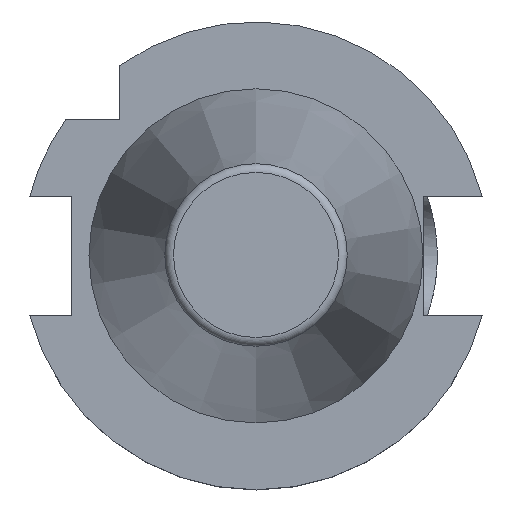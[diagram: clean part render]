
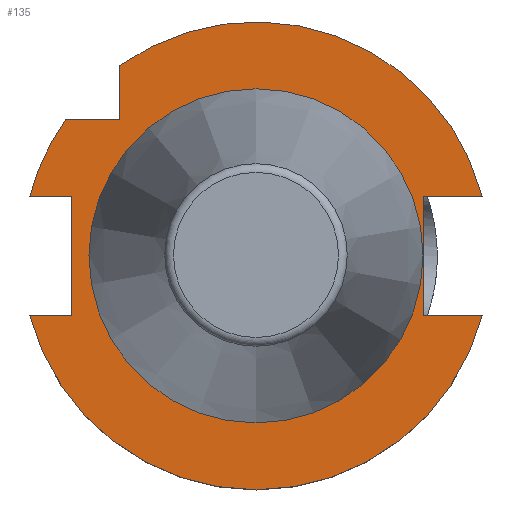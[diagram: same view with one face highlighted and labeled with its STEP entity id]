
A CAD part, top view. The second image highlights one B-rep face of the part: STEP entity #135.
In plain terms, the highlighted planar face has unit normal (0, 0, 1).
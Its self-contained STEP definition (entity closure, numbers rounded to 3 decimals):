
#84=FACE_BOUND('',#255,.T.);
#85=FACE_BOUND('',#256,.T.);
#107=PLANE('',#1030);
#135=ADVANCED_FACE('',(#84,#85),#107,.T.);
#255=EDGE_LOOP('',(#507));
#256=EDGE_LOOP('',(#508,#509,#510,#511,#512,#513,#514,#515,#516,#517,#518));
#318=CIRCLE('',#1025,22.692);
#319=CIRCLE('',#1027,31.775);
#320=CIRCLE('',#1028,31.775);
#321=CIRCLE('',#1029,31.775);
#360=LINE('',#1411,#414);
#368=LINE('',#1471,#422);
#370=LINE('',#1508,#424);
#371=LINE('',#1512,#425);
#372=LINE('',#1514,#426);
#373=LINE('',#1518,#427);
#374=LINE('',#1520,#428);
#375=LINE('',#1522,#429);
#414=VECTOR('',#1123,1.);
#422=VECTOR('',#1133,1.);
#424=VECTOR('',#1181,1.);
#425=VECTOR('',#1184,1.);
#426=VECTOR('',#1185,1.);
#427=VECTOR('',#1188,1.);
#428=VECTOR('',#1189,1.);
#429=VECTOR('',#1190,1.);
#507=ORIENTED_EDGE('',*,*,#844,.F.);
#508=ORIENTED_EDGE('',*,*,#820,.F.);
#509=ORIENTED_EDGE('',*,*,#845,.F.);
#510=ORIENTED_EDGE('',*,*,#846,.T.);
#511=ORIENTED_EDGE('',*,*,#847,.F.);
#512=ORIENTED_EDGE('',*,*,#848,.F.);
#513=ORIENTED_EDGE('',*,*,#849,.T.);
#514=ORIENTED_EDGE('',*,*,#850,.F.);
#515=ORIENTED_EDGE('',*,*,#851,.F.);
#516=ORIENTED_EDGE('',*,*,#852,.F.);
#517=ORIENTED_EDGE('',*,*,#853,.T.);
#518=ORIENTED_EDGE('',*,*,#832,.F.);
#727=VERTEX_POINT('',#1410);
#728=VERTEX_POINT('',#1412);
#739=VERTEX_POINT('',#1472);
#750=VERTEX_POINT('',#1506);
#751=VERTEX_POINT('',#1509);
#752=VERTEX_POINT('',#1511);
#753=VERTEX_POINT('',#1513);
#754=VERTEX_POINT('',#1515);
#755=VERTEX_POINT('',#1517);
#756=VERTEX_POINT('',#1519);
#757=VERTEX_POINT('',#1521);
#758=VERTEX_POINT('',#1523);
#820=EDGE_CURVE('',#727,#728,#360,.T.);
#832=EDGE_CURVE('',#728,#739,#368,.T.);
#844=EDGE_CURVE('',#750,#750,#318,.T.);
#845=EDGE_CURVE('',#751,#727,#370,.T.);
#846=EDGE_CURVE('',#751,#752,#319,.T.);
#847=EDGE_CURVE('',#753,#752,#371,.T.);
#848=EDGE_CURVE('',#754,#753,#372,.T.);
#849=EDGE_CURVE('',#754,#755,#320,.T.);
#850=EDGE_CURVE('',#756,#755,#373,.T.);
#851=EDGE_CURVE('',#757,#756,#374,.T.);
#852=EDGE_CURVE('',#758,#757,#375,.T.);
#853=EDGE_CURVE('',#758,#739,#321,.T.);
#1025=AXIS2_PLACEMENT_3D('',#1505,#1177,#1178);
#1027=AXIS2_PLACEMENT_3D('',#1510,#1182,#1183);
#1028=AXIS2_PLACEMENT_3D('',#1516,#1186,#1187);
#1029=AXIS2_PLACEMENT_3D('',#1524,#1191,#1192);
#1030=AXIS2_PLACEMENT_3D('',#1525,#1193,#1194);
#1123=DIRECTION('',(0.,-1.,0.));
#1133=DIRECTION('',(1.,0.,0.));
#1177=DIRECTION('',(0.,0.,1.));
#1178=DIRECTION('',(1.,0.,0.));
#1181=DIRECTION('',(-1.,0.,0.));
#1182=DIRECTION('',(0.,0.,1.));
#1183=DIRECTION('',(0.,1.,0.));
#1184=DIRECTION('',(0.,1.,0.));
#1185=DIRECTION('',(1.,0.,0.));
#1186=DIRECTION('',(0.,0.,1.));
#1187=DIRECTION('',(-0.813,0.582,0.));
#1188=DIRECTION('',(-1.,0.,0.));
#1189=DIRECTION('',(0.,1.,0.));
#1190=DIRECTION('',(1.,0.,0.));
#1191=DIRECTION('',(0.,0.,1.));
#1192=DIRECTION('',(0.,-1.,0.));
#1193=DIRECTION('',(0.,0.,1.));
#1194=DIRECTION('',(0.,-1.,0.));
#1410=CARTESIAN_POINT('',(22.7,8.05,-3.2));
#1411=CARTESIAN_POINT('',(22.7,8.05,-3.2));
#1412=CARTESIAN_POINT('',(22.7,-8.05,-3.2));
#1471=CARTESIAN_POINT('',(22.7,-8.05,-3.2));
#1472=CARTESIAN_POINT('',(30.738,-8.05,-3.2));
#1505=CARTESIAN_POINT('',(0.,0.,-3.2));
#1506=CARTESIAN_POINT('',(22.692,0.,-3.2));
#1508=CARTESIAN_POINT('',(30.738,8.05,-3.2));
#1509=CARTESIAN_POINT('',(30.738,8.05,-3.2));
#1510=CARTESIAN_POINT('',(0.,0.,-3.2));
#1511=CARTESIAN_POINT('',(-18.5,25.834,-3.2));
#1512=CARTESIAN_POINT('',(-18.5,18.5,-3.2));
#1513=CARTESIAN_POINT('',(-18.5,18.5,-3.2));
#1514=CARTESIAN_POINT('',(-25.834,18.5,-3.2));
#1515=CARTESIAN_POINT('',(-25.834,18.5,-3.2));
#1516=CARTESIAN_POINT('',(0.,0.,-3.2));
#1517=CARTESIAN_POINT('',(-30.738,8.05,-3.2));
#1518=CARTESIAN_POINT('',(-25.,8.05,-3.2));
#1519=CARTESIAN_POINT('',(-25.,8.05,-3.2));
#1520=CARTESIAN_POINT('',(-25.,-8.05,-3.2));
#1521=CARTESIAN_POINT('',(-25.,-8.05,-3.2));
#1522=CARTESIAN_POINT('',(-30.738,-8.05,-3.2));
#1523=CARTESIAN_POINT('',(-30.738,-8.05,-3.2));
#1524=CARTESIAN_POINT('',(0.,0.,-3.2));
#1525=CARTESIAN_POINT('',(0.,27.233,-3.2));
